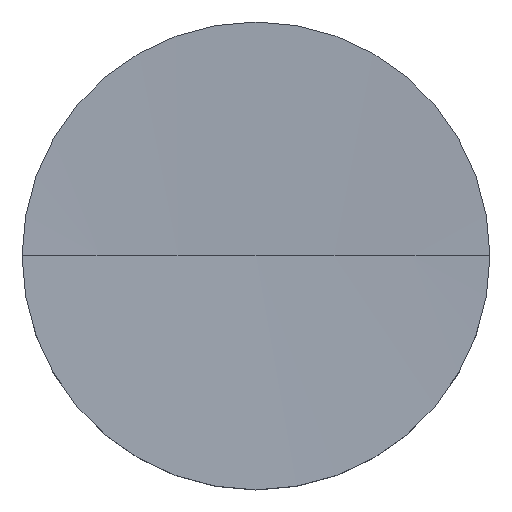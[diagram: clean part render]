
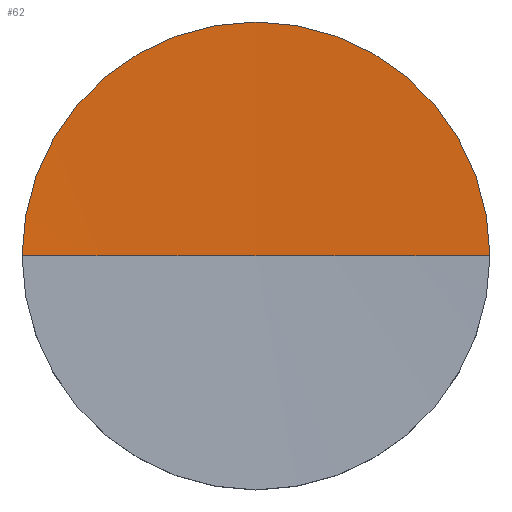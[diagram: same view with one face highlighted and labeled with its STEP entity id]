
A CAD part, top view. The second image highlights one B-rep face of the part: STEP entity #62.
In plain terms, the highlighted spherical face has radius 150 mm.
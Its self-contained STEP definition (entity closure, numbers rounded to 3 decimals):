
#14 = CIRCLE ( 'NONE', #125, 6.35 ) ;
#16 = CARTESIAN_POINT ( 'NONE',  ( 0., 0., 3. ) ) ;
#24 = CARTESIAN_POINT ( 'NONE',  ( 0., 0., 152.866 ) ) ;
#30 = DIRECTION ( 'NONE',  ( 0., 0., -1. ) ) ;
#47 = SPHERICAL_SURFACE ( 'NONE', #69, 150. ) ;
#48 = ORIENTED_EDGE ( 'NONE', *, *, #115, .F. ) ;
#49 = CIRCLE ( 'NONE', #171, 150. ) ;
#50 = DIRECTION ( 'NONE',  ( 0., -1., 0. ) ) ;
#54 = ORIENTED_EDGE ( 'NONE', *, *, #109, .F. ) ;
#59 = AXIS2_PLACEMENT_3D ( 'NONE', #24, #50, #70 ) ;
#61 = CARTESIAN_POINT ( 'NONE',  ( 6.35, 0., 3. ) ) ;
#62 = ADVANCED_FACE ( 'NONE', ( #110 ), #47, .F. ) ;
#63 = DIRECTION ( 'NONE',  ( 0., -1., 0. ) ) ;
#69 = AXIS2_PLACEMENT_3D ( 'NONE', #142, #63, #160 ) ;
#70 = DIRECTION ( 'NONE',  ( 1., 0., 0. ) ) ;
#80 = CIRCLE ( 'NONE', #59, 150. ) ;
#81 = DIRECTION ( 'NONE',  ( 1., 0., 0. ) ) ;
#86 = EDGE_LOOP ( 'NONE', ( #54, #129, #48 ) ) ;
#98 = VERTEX_POINT ( 'NONE', #61 ) ;
#99 = DIRECTION ( 'NONE',  ( 0., 0., 1. ) ) ;
#101 = VERTEX_POINT ( 'NONE', #127 ) ;
#109 = EDGE_CURVE ( 'NONE', #191, #98, #14, .T. ) ;
#110 = FACE_OUTER_BOUND ( 'NONE', #86, .T. ) ;
#115 = EDGE_CURVE ( 'NONE', #98, #101, #49, .T. ) ;
#125 = AXIS2_PLACEMENT_3D ( 'NONE', #16, #30, #81 ) ;
#127 = CARTESIAN_POINT ( 'NONE',  ( 0., 0., 2.866 ) ) ;
#129 = ORIENTED_EDGE ( 'NONE', *, *, #194, .T. ) ;
#136 = CARTESIAN_POINT ( 'NONE',  ( -6.35, 0., 3. ) ) ;
#142 = CARTESIAN_POINT ( 'NONE',  ( 0., 0., 152.866 ) ) ;
#148 = DIRECTION ( 'NONE',  ( 0., 1., 0. ) ) ;
#160 = DIRECTION ( 'NONE',  ( 1., 0., 0. ) ) ;
#171 = AXIS2_PLACEMENT_3D ( 'NONE', #188, #148, #99 ) ;
#188 = CARTESIAN_POINT ( 'NONE',  ( 0., 0., 152.866 ) ) ;
#191 = VERTEX_POINT ( 'NONE', #136 ) ;
#194 = EDGE_CURVE ( 'NONE', #191, #101, #80, .T. ) ;
